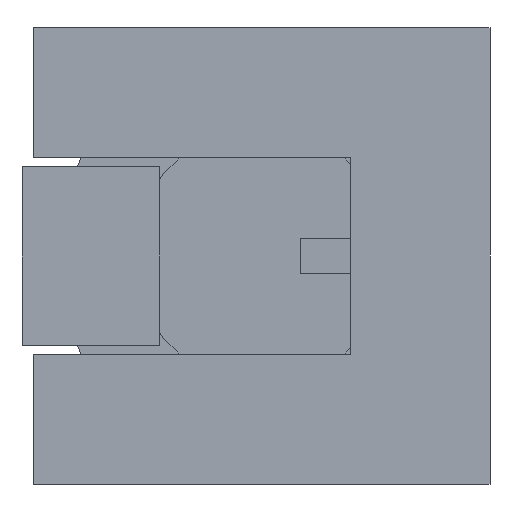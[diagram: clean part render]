
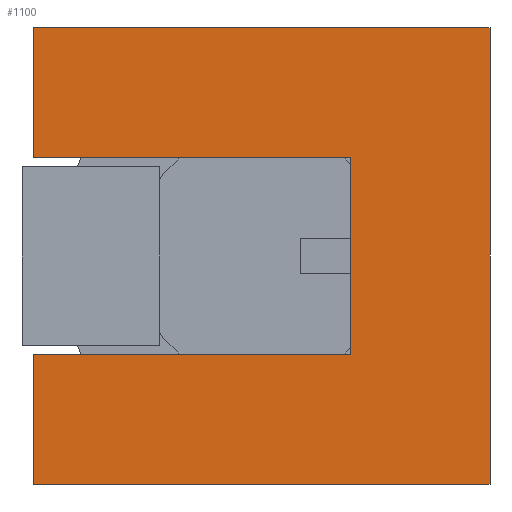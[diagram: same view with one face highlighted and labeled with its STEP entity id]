
A CAD part, front view. The second image highlights one B-rep face of the part: STEP entity #1100.
In plain terms, the highlighted planar face has unit normal (0, -1, 0).
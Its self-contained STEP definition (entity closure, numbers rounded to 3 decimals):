
#40 = VERTEX_POINT ( 'NONE', #3751 ) ;
#95 = VERTEX_POINT ( 'NONE', #1738 ) ;
#253 = VECTOR ( 'NONE', #544, 1000. ) ;
#272 = EDGE_CURVE ( 'NONE', #3458, #2128, #626, .T. ) ;
#277 = CARTESIAN_POINT ( 'NONE',  ( 128., 0., -128. ) ) ;
#303 = VECTOR ( 'NONE', #3402, 1000. ) ;
#322 = CARTESIAN_POINT ( 'NONE',  ( -128., 0., 128. ) ) ;
#440 = VECTOR ( 'NONE', #1718, 1000. ) ;
#460 = EDGE_CURVE ( 'NONE', #1295, #2128, #475, .T. ) ;
#475 = LINE ( 'NONE', #2525, #1009 ) ;
#536 = CARTESIAN_POINT ( 'NONE',  ( -128., 0., -55. ) ) ;
#544 = DIRECTION ( 'NONE',  ( 1., 0., 0. ) ) ;
#612 = AXIS2_PLACEMENT_3D ( 'NONE', #2516, #2797, #3716 ) ;
#626 = LINE ( 'NONE', #2466, #2594 ) ;
#628 = VERTEX_POINT ( 'NONE', #3018 ) ;
#670 = DIRECTION ( 'NONE',  ( 0., 0., 1. ) ) ;
#886 = CARTESIAN_POINT ( 'NONE',  ( 128., 0., 128. ) ) ;
#967 = DIRECTION ( 'NONE',  ( 1., 0., 0. ) ) ;
#1009 = VECTOR ( 'NONE', #3146, 1000. ) ;
#1028 = CARTESIAN_POINT ( 'NONE',  ( -128., 0., -128. ) ) ;
#1097 = CARTESIAN_POINT ( 'NONE',  ( -128., 0., -128. ) ) ;
#1100 = ADVANCED_FACE ( 'NONE', ( #2220 ), #3331, .F. ) ;
#1212 = ORIENTED_EDGE ( 'NONE', *, *, #2437, .T. ) ;
#1295 = VERTEX_POINT ( 'NONE', #322 ) ;
#1310 = VECTOR ( 'NONE', #2804, 1000. ) ;
#1554 = LINE ( 'NONE', #2994, #2520 ) ;
#1718 = DIRECTION ( 'NONE',  ( -1., 0., 0. ) ) ;
#1738 = CARTESIAN_POINT ( 'NONE',  ( -128., 0., -55. ) ) ;
#1950 = CARTESIAN_POINT ( 'NONE',  ( 50., 0., -55. ) ) ;
#2008 = ORIENTED_EDGE ( 'NONE', *, *, #272, .T. ) ;
#2012 = LINE ( 'NONE', #2857, #253 ) ;
#2064 = VERTEX_POINT ( 'NONE', #3430 ) ;
#2128 = VERTEX_POINT ( 'NONE', #886 ) ;
#2220 = FACE_OUTER_BOUND ( 'NONE', #2609, .T. ) ;
#2233 = ORIENTED_EDGE ( 'NONE', *, *, #2567, .T. ) ;
#2268 = ORIENTED_EDGE ( 'NONE', *, *, #460, .F. ) ;
#2283 = LINE ( 'NONE', #536, #440 ) ;
#2401 = EDGE_CURVE ( 'NONE', #2064, #1295, #3443, .T. ) ;
#2424 = ORIENTED_EDGE ( 'NONE', *, *, #2401, .F. ) ;
#2437 = EDGE_CURVE ( 'NONE', #2773, #628, #3459, .T. ) ;
#2463 = ORIENTED_EDGE ( 'NONE', *, *, #3225, .F. ) ;
#2466 = CARTESIAN_POINT ( 'NONE',  ( 128., 0., -128. ) ) ;
#2486 = DIRECTION ( 'NONE',  ( 0., 0., 1. ) ) ;
#2515 = EDGE_CURVE ( 'NONE', #628, #95, #2283, .T. ) ;
#2516 = CARTESIAN_POINT ( 'NONE',  ( 0., 0., 0. ) ) ;
#2520 = VECTOR ( 'NONE', #967, 1000. ) ;
#2525 = CARTESIAN_POINT ( 'NONE',  ( -128., 0., 128. ) ) ;
#2567 = EDGE_CURVE ( 'NONE', #2064, #2773, #1554, .T. ) ;
#2594 = VECTOR ( 'NONE', #2486, 1000. ) ;
#2609 = EDGE_LOOP ( 'NONE', ( #1212, #3831, #2463, #3729, #2008, #2268, #2424, #2233 ) ) ;
#2773 = VERTEX_POINT ( 'NONE', #3670 ) ;
#2797 = DIRECTION ( 'NONE',  ( 0., 1., 0. ) ) ;
#2804 = DIRECTION ( 'NONE',  ( 0., 0., -1. ) ) ;
#2857 = CARTESIAN_POINT ( 'NONE',  ( -128., 0., -128. ) ) ;
#2906 = EDGE_CURVE ( 'NONE', #40, #3458, #2012, .T. ) ;
#2994 = CARTESIAN_POINT ( 'NONE',  ( -128., 0., 55. ) ) ;
#3018 = CARTESIAN_POINT ( 'NONE',  ( 50., 0., -55. ) ) ;
#3146 = DIRECTION ( 'NONE',  ( 1., 0., 0. ) ) ;
#3225 = EDGE_CURVE ( 'NONE', #40, #95, #3326, .T. ) ;
#3326 = LINE ( 'NONE', #1028, #3600 ) ;
#3331 = PLANE ( 'NONE',  #612 ) ;
#3402 = DIRECTION ( 'NONE',  ( 0., 0., 1. ) ) ;
#3430 = CARTESIAN_POINT ( 'NONE',  ( -128., 0., 55. ) ) ;
#3443 = LINE ( 'NONE', #1097, #303 ) ;
#3458 = VERTEX_POINT ( 'NONE', #277 ) ;
#3459 = LINE ( 'NONE', #1950, #1310 ) ;
#3600 = VECTOR ( 'NONE', #670, 1000. ) ;
#3670 = CARTESIAN_POINT ( 'NONE',  ( 50., 0., 55. ) ) ;
#3716 = DIRECTION ( 'NONE',  ( 0., 0., 1. ) ) ;
#3729 = ORIENTED_EDGE ( 'NONE', *, *, #2906, .T. ) ;
#3751 = CARTESIAN_POINT ( 'NONE',  ( -128., 0., -128. ) ) ;
#3831 = ORIENTED_EDGE ( 'NONE', *, *, #2515, .T. ) ;
